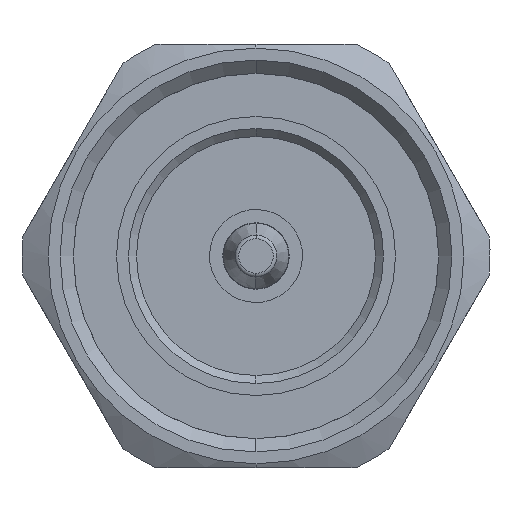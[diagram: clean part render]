
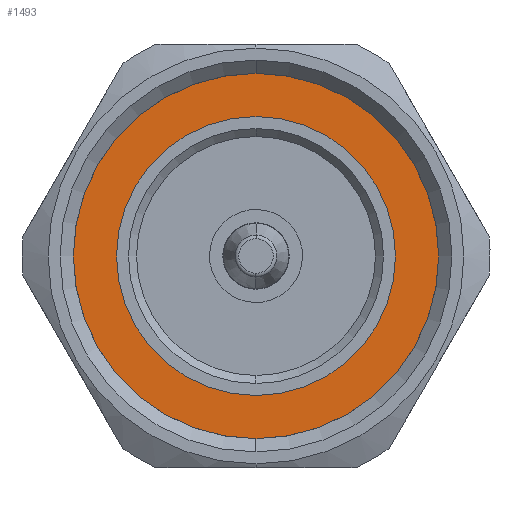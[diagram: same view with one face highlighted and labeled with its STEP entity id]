
A CAD part, left-side view. The second image highlights one B-rep face of the part: STEP entity #1493.
In plain terms, the highlighted planar face has unit normal (-1, 0, 0).
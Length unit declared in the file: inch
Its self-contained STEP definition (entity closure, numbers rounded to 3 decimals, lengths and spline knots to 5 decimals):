
#16 = EDGE_CURVE ( 'NONE', #1800, #932, #1544, .T. ) ;
#69 = VERTEX_POINT ( 'NONE', #400 ) ;
#131 = VERTEX_POINT ( 'NONE', #327 ) ;
#327 = CARTESIAN_POINT ( 'NONE',  ( 0.24669, 0., -0.41339 ) ) ;
#400 = CARTESIAN_POINT ( 'NONE',  ( 0.24669, 0., 0.41339 ) ) ;
#429 = ORIENTED_EDGE ( 'NONE', *, *, #1125, .F. ) ;
#470 = DIRECTION ( 'NONE',  ( 0., 0., -1. ) ) ;
#608 = DIRECTION ( 'NONE',  ( 0., 0., -1. ) ) ;
#624 = AXIS2_PLACEMENT_3D ( 'NONE', #1252, #1039, #608 ) ;
#691 = DIRECTION ( 'NONE',  ( 1., 0., 0. ) ) ;
#718 = DIRECTION ( 'NONE',  ( 1., 0., 0. ) ) ;
#725 = EDGE_CURVE ( 'NONE', #69, #131, #1767, .T. ) ;
#734 = EDGE_LOOP ( 'NONE', ( #761, #2031 ) ) ;
#746 = FACE_OUTER_BOUND ( 'NONE', #2623, .T. ) ;
#761 = ORIENTED_EDGE ( 'NONE', *, *, #725, .T. ) ;
#850 = CARTESIAN_POINT ( 'NONE',  ( 0.24669, 0., 0. ) ) ;
#853 = DIRECTION ( 'NONE',  ( 1., 0., 0. ) ) ;
#867 = CARTESIAN_POINT ( 'NONE',  ( 0.24669, 0., 0. ) ) ;
#932 = VERTEX_POINT ( 'NONE', #1059 ) ;
#942 = DIRECTION ( 'NONE',  ( 1., 0., 0. ) ) ;
#987 = AXIS2_PLACEMENT_3D ( 'NONE', #850, #691, #470 ) ;
#1039 = DIRECTION ( 'NONE',  ( 1., 0., 0. ) ) ;
#1059 = CARTESIAN_POINT ( 'NONE',  ( 0.24669, 0., -0.5601 ) ) ;
#1077 = DIRECTION ( 'NONE',  ( 0., 0., -1. ) ) ;
#1125 = EDGE_CURVE ( 'NONE', #932, #1800, #1657, .T. ) ;
#1163 = DIRECTION ( 'NONE',  ( 0., 0., -1. ) ) ;
#1193 = EDGE_CURVE ( 'NONE', #131, #69, #1239, .T. ) ;
#1239 = CIRCLE ( 'NONE', #1471, 0.41339 ) ;
#1252 = CARTESIAN_POINT ( 'NONE',  ( 0.24669, 0., 0. ) ) ;
#1344 = DIRECTION ( 'NONE',  ( 0., 0., -1. ) ) ;
#1458 = ORIENTED_EDGE ( 'NONE', *, *, #16, .F. ) ;
#1471 = AXIS2_PLACEMENT_3D ( 'NONE', #1981, #718, #1344 ) ;
#1493 = ADVANCED_FACE ( 'NONE', ( #1975, #746 ), #2543, .F. ) ;
#1544 = CIRCLE ( 'NONE', #624, 0.5601 ) ;
#1593 = CARTESIAN_POINT ( 'NONE',  ( 0.24669, 0., 0.5601 ) ) ;
#1657 = CIRCLE ( 'NONE', #1806, 0.5601 ) ;
#1767 = CIRCLE ( 'NONE', #987, 0.41339 ) ;
#1800 = VERTEX_POINT ( 'NONE', #1593 ) ;
#1806 = AXIS2_PLACEMENT_3D ( 'NONE', #1976, #942, #1163 ) ;
#1975 = FACE_BOUND ( 'NONE', #734, .T. ) ;
#1976 = CARTESIAN_POINT ( 'NONE',  ( 0.24669, 0., 0. ) ) ;
#1981 = CARTESIAN_POINT ( 'NONE',  ( 0.24669, 0., 0. ) ) ;
#2031 = ORIENTED_EDGE ( 'NONE', *, *, #1193, .T. ) ;
#2244 = AXIS2_PLACEMENT_3D ( 'NONE', #867, #853, #1077 ) ;
#2543 = PLANE ( 'NONE',  #2244 ) ;
#2623 = EDGE_LOOP ( 'NONE', ( #1458, #429 ) ) ;
